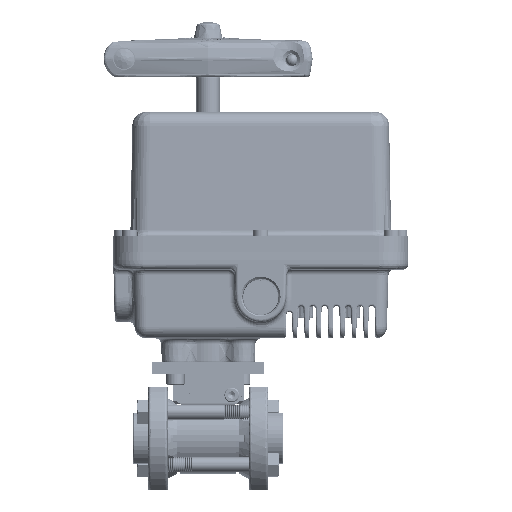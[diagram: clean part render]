
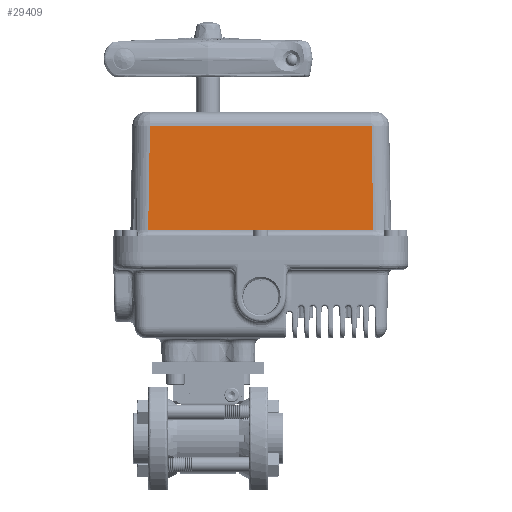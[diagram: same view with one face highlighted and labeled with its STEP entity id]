
A CAD part, top view. The second image highlights one B-rep face of the part: STEP entity #29409.
In plain terms, the highlighted planar face has unit normal (0, 0.018, 1).
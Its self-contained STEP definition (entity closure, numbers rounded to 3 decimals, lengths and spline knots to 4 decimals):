
#674 = CARTESIAN_POINT ( 'NONE',  ( 3.4997, 4.2735, 2.4646 ) ) ;
#1733 = CARTESIAN_POINT ( 'NONE',  ( 3.4588, 6.6177, 2.4237 ) ) ;
#6799 = CARTESIAN_POINT ( 'NONE',  ( -1.2704, 4.4028, 2.4624 ) ) ;
#12845 = DIRECTION ( 'NONE',  ( -0.017, 1., -0.017 ) ) ;
#22560 = CARTESIAN_POINT ( 'NONE',  ( -1.2266, 6.6177, 2.4237 ) ) ;
#25291 = EDGE_CURVE ( 'NONE', #57547, #66005, #65190, .T. ) ;
#27487 = VERTEX_POINT ( 'NONE', #1733 ) ;
#29244 = ORIENTED_EDGE ( 'NONE', *, *, #151856, .T. ) ;
#29409 = ADVANCED_FACE ( 'NONE', ( #45512 ), #148411, .T. ) ;
#31921 = CARTESIAN_POINT ( 'NONE',  ( -1.271, 4.3698, 2.4629 ) ) ;
#33188 = VECTOR ( 'NONE', #40595, 39.3701 ) ;
#34646 = ORIENTED_EDGE ( 'NONE', *, *, #110398, .T. ) ;
#40595 = DIRECTION ( 'NONE',  ( 1., 0., 0. ) ) ;
#41407 = CARTESIAN_POINT ( 'NONE',  ( 3.8745, 4.4028, 2.4624 ) ) ;
#42366 = LINE ( 'NONE', #22560, #134369 ) ;
#43629 = ORIENTED_EDGE ( 'NONE', *, *, #91407, .T. ) ;
#45512 = FACE_OUTER_BOUND ( 'NONE', #64539, .T. ) ;
#57547 = VERTEX_POINT ( 'NONE', #6799 ) ;
#64539 = EDGE_LOOP ( 'NONE', ( #29244, #75254, #43629, #34646 ) ) ;
#65190 = LINE ( 'NONE', #41407, #33188 ) ;
#66005 = VERTEX_POINT ( 'NONE', #124137 ) ;
#66838 = VECTOR ( 'NONE', #115974, 39.3701 ) ;
#75254 = ORIENTED_EDGE ( 'NONE', *, *, #25291, .T. ) ;
#81532 = LINE ( 'NONE', #674, #109708 ) ;
#91407 = EDGE_CURVE ( 'NONE', #66005, #27487, #81532, .T. ) ;
#103338 = VERTEX_POINT ( 'NONE', #139780 ) ;
#106513 = DIRECTION ( 'NONE',  ( -1., 0., 0. ) ) ;
#109708 = VECTOR ( 'NONE', #12845, 39.3701 ) ;
#110398 = EDGE_CURVE ( 'NONE', #27487, #103338, #42366, .T. ) ;
#115974 = DIRECTION ( 'NONE',  ( -0.017, -1., 0.017 ) ) ;
#124137 = CARTESIAN_POINT ( 'NONE',  ( 3.4974, 4.4028, 2.4624 ) ) ;
#130645 = LINE ( 'NONE', #31921, #66838 ) ;
#131440 = AXIS2_PLACEMENT_3D ( 'NONE', #148371, #148025, #147882 ) ;
#134369 = VECTOR ( 'NONE', #106513, 39.3701 ) ;
#139780 = CARTESIAN_POINT ( 'NONE',  ( -1.2318, 6.6177, 2.4237 ) ) ;
#147882 = DIRECTION ( 'NONE',  ( 0., -1., 0.017 ) ) ;
#148025 = DIRECTION ( 'NONE',  ( 0., 0.017, 1. ) ) ;
#148371 = CARTESIAN_POINT ( 'NONE',  ( 3.8745, 4.28, 2.4645 ) ) ;
#148411 = PLANE ( 'NONE',  #131440 ) ;
#151856 = EDGE_CURVE ( 'NONE', #103338, #57547, #130645, .T. ) ;
